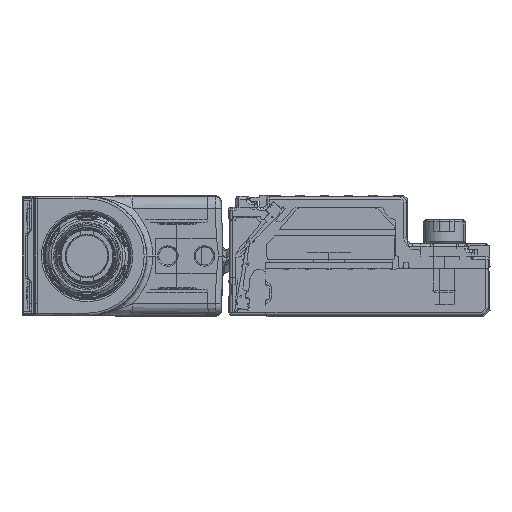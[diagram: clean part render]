
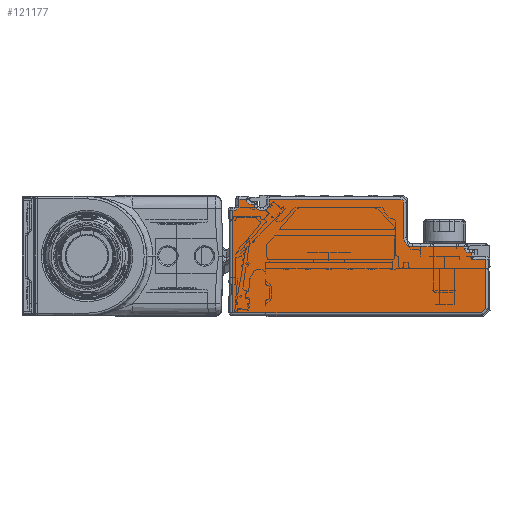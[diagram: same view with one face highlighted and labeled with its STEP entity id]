
A CAD part, left-side view. The second image highlights one B-rep face of the part: STEP entity #121177.
In plain terms, the highlighted planar face has unit normal (-1, 0, 0).
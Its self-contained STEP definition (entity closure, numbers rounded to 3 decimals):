
#120895=AXIS2_PLACEMENT_3D('Circle Axis2P3D',#120893,#120894,$) ;
#121034=AXIS2_PLACEMENT_3D('Plane Axis2P3D',#121031,#121032,#121033) ;
#121057=AXIS2_PLACEMENT_3D('Circle Axis2P3D',#121055,#121056,$) ;
#121071=AXIS2_PLACEMENT_3D('Circle Axis2P3D',#121069,#121070,$) ;
#121092=AXIS2_PLACEMENT_3D('Circle Axis2P3D',#121090,#121091,$) ;
#121106=AXIS2_PLACEMENT_3D('Circle Axis2P3D',#121104,#121105,$) ;
#121120=AXIS2_PLACEMENT_3D('Circle Axis2P3D',#121118,#121119,$) ;
#121141=AXIS2_PLACEMENT_3D('Circle Axis2P3D',#121139,#121140,$) ;
#117916=CARTESIAN_POINT('Vertex',(-1478.,42.3,-7.3)) ;
#117919=CARTESIAN_POINT('Line Origine',(-1478.,42.3,2.)) ;
#117923=CARTESIAN_POINT('Vertex',(-1478.,42.3,9.5)) ;
#118247=CARTESIAN_POINT('Vertex',(-1478.,1.407,-7.3)) ;
#118250=CARTESIAN_POINT('Line Origine',(-1478.,23.168,-7.3)) ;
#118287=CARTESIAN_POINT('Vertex',(-1478.,0.7,-6.593)) ;
#118290=CARTESIAN_POINT('Line Origine',(-1478.,-1.246,-4.646)) ;
#118327=CARTESIAN_POINT('Vertex',(-1478.,0.7,1.5)) ;
#118330=CARTESIAN_POINT('Line Origine',(-1478.,0.7,2.)) ;
#120810=CARTESIAN_POINT('Vertex',(-1478.,3.,2.5)) ;
#120866=CARTESIAN_POINT('Vertex',(-1478.,3.4,2.5)) ;
#120869=CARTESIAN_POINT('Line Origine',(-1478.,21.5,2.5)) ;
#120890=CARTESIAN_POINT('Vertex',(-1478.,4.2,3.3)) ;
#120893=CARTESIAN_POINT('Axis2P3D Location',(-1478.,3.4,3.3)) ;
#121016=CARTESIAN_POINT('Vertex',(-1478.,3.,1.5)) ;
#121019=CARTESIAN_POINT('Line Origine',(-1478.,21.5,1.5)) ;
#121031=CARTESIAN_POINT('Axis2P3D Location',(-1478.,0.2,-7.8)) ;
#121036=CARTESIAN_POINT('Line Origine',(-1478.,3.,2.)) ;
#121041=CARTESIAN_POINT('Line Origine',(-1478.,4.2,3.4)) ;
#121045=CARTESIAN_POINT('Vertex',(-1478.,4.2,3.5)) ;
#121048=CARTESIAN_POINT('Line Origine',(-1478.,8.45,3.5)) ;
#121052=CARTESIAN_POINT('Vertex',(-1478.,12.7,3.5)) ;
#121055=CARTESIAN_POINT('Axis2P3D Location',(-1478.,12.7,5.)) ;
#121059=CARTESIAN_POINT('Vertex',(-1478.,14.2,5.)) ;
#121062=CARTESIAN_POINT('Line Origine',(-1478.,14.2,7.9)) ;
#121066=CARTESIAN_POINT('Vertex',(-1478.,14.2,10.8)) ;
#121069=CARTESIAN_POINT('Axis2P3D Location',(-1478.,14.7,10.8)) ;
#121073=CARTESIAN_POINT('Vertex',(-1478.,14.7,11.3)) ;
#121076=CARTESIAN_POINT('Line Origine',(-1478.,25.5,11.3)) ;
#121080=CARTESIAN_POINT('Vertex',(-1478.,36.3,11.3)) ;
#121083=CARTESIAN_POINT('Line Origine',(-1478.,36.3,10.9)) ;
#121087=CARTESIAN_POINT('Vertex',(-1478.,36.3,10.5)) ;
#121090=CARTESIAN_POINT('Axis2P3D Location',(-1478.,37.3,10.5)) ;
#121094=CARTESIAN_POINT('Vertex',(-1478.,37.3,9.5)) ;
#121097=CARTESIAN_POINT('Line Origine',(-1478.,37.55,9.5)) ;
#121101=CARTESIAN_POINT('Vertex',(-1478.,37.8,9.5)) ;
#121104=CARTESIAN_POINT('Axis2P3D Location',(-1478.,37.8,10.5)) ;
#121108=CARTESIAN_POINT('Vertex',(-1478.,38.8,10.5)) ;
#121111=CARTESIAN_POINT('Line Origine',(-1478.,39.05,10.5)) ;
#121115=CARTESIAN_POINT('Vertex',(-1478.,39.3,10.5)) ;
#121118=CARTESIAN_POINT('Axis2P3D Location',(-1478.,39.3,11.3)) ;
#121122=CARTESIAN_POINT('Vertex',(-1478.,40.1,11.3)) ;
#121125=CARTESIAN_POINT('Line Origine',(-1478.,40.7,11.3)) ;
#121129=CARTESIAN_POINT('Vertex',(-1478.,41.3,11.3)) ;
#121132=CARTESIAN_POINT('Line Origine',(-1478.,41.3,10.8)) ;
#121136=CARTESIAN_POINT('Vertex',(-1478.,41.3,10.3)) ;
#121139=CARTESIAN_POINT('Axis2P3D Location',(-1478.,42.1,10.3)) ;
#121143=CARTESIAN_POINT('Vertex',(-1478.,42.1,9.5)) ;
#121146=CARTESIAN_POINT('Line Origine',(-1478.,42.2,9.5)) ;
#117920=DIRECTION('Vector Direction',(0.,0.,1.)) ;
#118251=DIRECTION('Vector Direction',(0.,1.,0.)) ;
#118291=DIRECTION('Vector Direction',(0.,0.707,-0.707)) ;
#118331=DIRECTION('Vector Direction',(0.,0.,-1.)) ;
#120870=DIRECTION('Vector Direction',(0.,-1.,0.)) ;
#120894=DIRECTION('Axis2P3D Direction',(1.,0.,0.)) ;
#121020=DIRECTION('Vector Direction',(0.,-1.,0.)) ;
#121032=DIRECTION('Axis2P3D Direction',(-1.,0.,0.)) ;
#121033=DIRECTION('Axis2P3D XDirection',(0.,0.,1.)) ;
#121037=DIRECTION('Vector Direction',(0.,0.,1.)) ;
#121042=DIRECTION('Vector Direction',(0.,0.,-1.)) ;
#121049=DIRECTION('Vector Direction',(0.,1.,0.)) ;
#121056=DIRECTION('Axis2P3D Direction',(-1.,0.,0.)) ;
#121063=DIRECTION('Vector Direction',(0.,0.,1.)) ;
#121070=DIRECTION('Axis2P3D Direction',(-1.,0.,0.)) ;
#121077=DIRECTION('Vector Direction',(0.,1.,0.)) ;
#121084=DIRECTION('Vector Direction',(0.,0.,-1.)) ;
#121091=DIRECTION('Axis2P3D Direction',(-1.,0.,0.)) ;
#121098=DIRECTION('Vector Direction',(0.,1.,0.)) ;
#121105=DIRECTION('Axis2P3D Direction',(-1.,0.,0.)) ;
#121112=DIRECTION('Vector Direction',(0.,-1.,0.)) ;
#121119=DIRECTION('Axis2P3D Direction',(-1.,0.,0.)) ;
#121126=DIRECTION('Vector Direction',(0.,1.,0.)) ;
#121133=DIRECTION('Vector Direction',(0.,0.,-1.)) ;
#121140=DIRECTION('Axis2P3D Direction',(-1.,0.,0.)) ;
#121147=DIRECTION('Vector Direction',(0.,1.,0.)) ;
#117921=VECTOR('Line Direction',#117920,1.) ;
#118252=VECTOR('Line Direction',#118251,1.) ;
#118292=VECTOR('Line Direction',#118291,1.) ;
#118332=VECTOR('Line Direction',#118331,1.) ;
#120871=VECTOR('Line Direction',#120870,1.) ;
#121021=VECTOR('Line Direction',#121020,1.) ;
#121038=VECTOR('Line Direction',#121037,1.) ;
#121043=VECTOR('Line Direction',#121042,1.) ;
#121050=VECTOR('Line Direction',#121049,1.) ;
#121064=VECTOR('Line Direction',#121063,1.) ;
#121078=VECTOR('Line Direction',#121077,1.) ;
#121085=VECTOR('Line Direction',#121084,1.) ;
#121099=VECTOR('Line Direction',#121098,1.) ;
#121113=VECTOR('Line Direction',#121112,1.) ;
#121127=VECTOR('Line Direction',#121126,1.) ;
#121134=VECTOR('Line Direction',#121133,1.) ;
#121148=VECTOR('Line Direction',#121147,1.) ;
#121152=ORIENTED_EDGE('',*,*,#121040,.T.) ;
#121153=ORIENTED_EDGE('',*,*,#120873,.T.) ;
#121154=ORIENTED_EDGE('',*,*,#120897,.T.) ;
#121155=ORIENTED_EDGE('',*,*,#121047,.T.) ;
#121156=ORIENTED_EDGE('',*,*,#121054,.T.) ;
#121157=ORIENTED_EDGE('',*,*,#121061,.T.) ;
#121158=ORIENTED_EDGE('',*,*,#121068,.T.) ;
#121159=ORIENTED_EDGE('',*,*,#121075,.T.) ;
#121160=ORIENTED_EDGE('',*,*,#121082,.T.) ;
#121161=ORIENTED_EDGE('',*,*,#121089,.T.) ;
#121162=ORIENTED_EDGE('',*,*,#121096,.T.) ;
#121163=ORIENTED_EDGE('',*,*,#121103,.T.) ;
#121164=ORIENTED_EDGE('',*,*,#121110,.T.) ;
#121165=ORIENTED_EDGE('',*,*,#121117,.T.) ;
#121166=ORIENTED_EDGE('',*,*,#121124,.T.) ;
#121167=ORIENTED_EDGE('',*,*,#121131,.T.) ;
#121168=ORIENTED_EDGE('',*,*,#121138,.T.) ;
#121169=ORIENTED_EDGE('',*,*,#121145,.T.) ;
#121170=ORIENTED_EDGE('',*,*,#121150,.T.) ;
#121171=ORIENTED_EDGE('',*,*,#117925,.T.) ;
#121172=ORIENTED_EDGE('',*,*,#118254,.T.) ;
#121173=ORIENTED_EDGE('',*,*,#118294,.T.) ;
#121174=ORIENTED_EDGE('',*,*,#118334,.T.) ;
#121175=ORIENTED_EDGE('',*,*,#121023,.T.) ;
#121177=ADVANCED_FACE('\X2\FF8AFF9FFF70FF82\X0\ \X2\FF8EFF9EFF83FF9EFF68FF70\X0\',(#121176),#121035,.T.) ;
#120896=CIRCLE('generated circle',#120895,0.8) ;
#121058=CIRCLE('generated circle',#121057,1.5) ;
#121072=CIRCLE('generated circle',#121071,0.5) ;
#121093=CIRCLE('generated circle',#121092,1.) ;
#121107=CIRCLE('generated circle',#121106,1.) ;
#121121=CIRCLE('generated circle',#121120,0.8) ;
#121142=CIRCLE('generated circle',#121141,0.8) ;
#117925=EDGE_CURVE('',#117924,#117917,#117922,.F.) ;
#118254=EDGE_CURVE('',#117917,#118248,#118253,.F.) ;
#118294=EDGE_CURVE('',#118248,#118288,#118293,.F.) ;
#118334=EDGE_CURVE('',#118288,#118328,#118333,.F.) ;
#120873=EDGE_CURVE('',#120811,#120867,#120872,.F.) ;
#120897=EDGE_CURVE('',#120867,#120891,#120896,.T.) ;
#121023=EDGE_CURVE('',#118328,#121017,#121022,.F.) ;
#121040=EDGE_CURVE('',#121017,#120811,#121039,.T.) ;
#121047=EDGE_CURVE('',#120891,#121046,#121044,.F.) ;
#121054=EDGE_CURVE('',#121046,#121053,#121051,.T.) ;
#121061=EDGE_CURVE('',#121053,#121060,#121058,.F.) ;
#121068=EDGE_CURVE('',#121060,#121067,#121065,.T.) ;
#121075=EDGE_CURVE('',#121067,#121074,#121072,.T.) ;
#121082=EDGE_CURVE('',#121074,#121081,#121079,.T.) ;
#121089=EDGE_CURVE('',#121081,#121088,#121086,.T.) ;
#121096=EDGE_CURVE('',#121088,#121095,#121093,.F.) ;
#121103=EDGE_CURVE('',#121095,#121102,#121100,.T.) ;
#121110=EDGE_CURVE('',#121102,#121109,#121107,.F.) ;
#121117=EDGE_CURVE('',#121109,#121116,#121114,.F.) ;
#121124=EDGE_CURVE('',#121116,#121123,#121121,.F.) ;
#121131=EDGE_CURVE('',#121123,#121130,#121128,.T.) ;
#121138=EDGE_CURVE('',#121130,#121137,#121135,.T.) ;
#121145=EDGE_CURVE('',#121137,#121144,#121142,.F.) ;
#121150=EDGE_CURVE('',#121144,#117924,#121149,.T.) ;
#121151=EDGE_LOOP('',(#121152,#121153,#121154,#121155,#121156,#121157,#121158,#121159,#121160,#121161,#121162,#121163,#121164,#121165,#121166,#121167,#121168,#121169,#121170,#121171,#121172,#121173,#121174,#121175)) ;
#121176=FACE_OUTER_BOUND('',#121151,.T.) ;
#117922=LINE('Line',#117919,#117921) ;
#118253=LINE('Line',#118250,#118252) ;
#118293=LINE('Line',#118290,#118292) ;
#118333=LINE('Line',#118330,#118332) ;
#120872=LINE('Line',#120869,#120871) ;
#121022=LINE('Line',#121019,#121021) ;
#121039=LINE('Line',#121036,#121038) ;
#121044=LINE('Line',#121041,#121043) ;
#121051=LINE('Line',#121048,#121050) ;
#121065=LINE('Line',#121062,#121064) ;
#121079=LINE('Line',#121076,#121078) ;
#121086=LINE('Line',#121083,#121085) ;
#121100=LINE('Line',#121097,#121099) ;
#121114=LINE('Line',#121111,#121113) ;
#121128=LINE('Line',#121125,#121127) ;
#121135=LINE('Line',#121132,#121134) ;
#121149=LINE('Line',#121146,#121148) ;
#121035=PLANE('',#121034) ;
#117917=VERTEX_POINT('',#117916) ;
#117924=VERTEX_POINT('',#117923) ;
#118248=VERTEX_POINT('',#118247) ;
#118288=VERTEX_POINT('',#118287) ;
#118328=VERTEX_POINT('',#118327) ;
#120811=VERTEX_POINT('',#120810) ;
#120867=VERTEX_POINT('',#120866) ;
#120891=VERTEX_POINT('',#120890) ;
#121017=VERTEX_POINT('',#121016) ;
#121046=VERTEX_POINT('',#121045) ;
#121053=VERTEX_POINT('',#121052) ;
#121060=VERTEX_POINT('',#121059) ;
#121067=VERTEX_POINT('',#121066) ;
#121074=VERTEX_POINT('',#121073) ;
#121081=VERTEX_POINT('',#121080) ;
#121088=VERTEX_POINT('',#121087) ;
#121095=VERTEX_POINT('',#121094) ;
#121102=VERTEX_POINT('',#121101) ;
#121109=VERTEX_POINT('',#121108) ;
#121116=VERTEX_POINT('',#121115) ;
#121123=VERTEX_POINT('',#121122) ;
#121130=VERTEX_POINT('',#121129) ;
#121137=VERTEX_POINT('',#121136) ;
#121144=VERTEX_POINT('',#121143) ;
